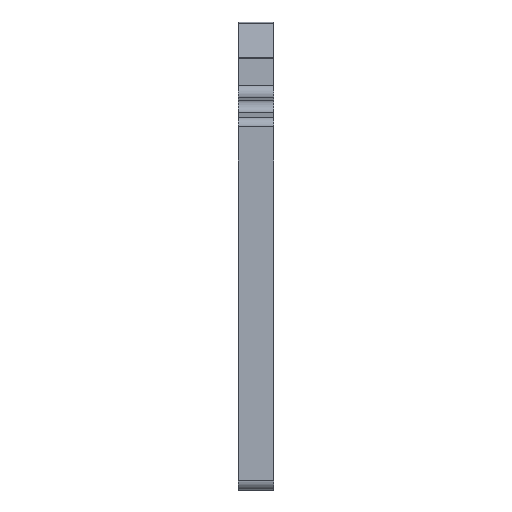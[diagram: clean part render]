
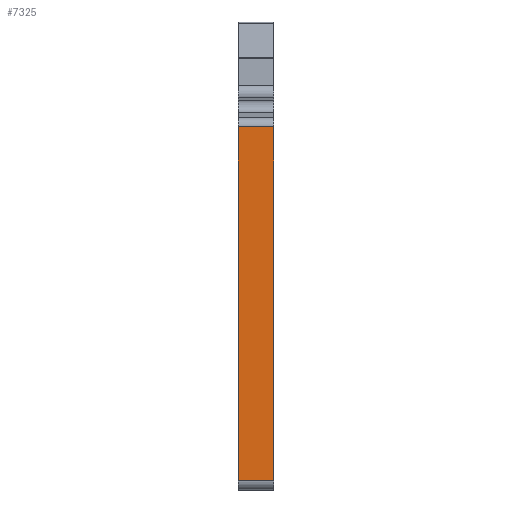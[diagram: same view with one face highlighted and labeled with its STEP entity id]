
A CAD part, left-side view. The second image highlights one B-rep face of the part: STEP entity #7325.
In plain terms, the highlighted planar face has unit normal (-1, 0, 0).
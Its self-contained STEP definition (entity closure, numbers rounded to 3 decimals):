
#253 = ORIENTED_EDGE ( 'NONE', *, *, #5017, .T. ) ;
#314 = EDGE_CURVE ( 'NONE', #5747, #2601, #7974, .T. ) ;
#354 = VECTOR ( 'NONE', #2456, 1000. ) ;
#575 = CARTESIAN_POINT ( 'NONE',  ( -119.776, 0., -122.649 ) ) ;
#1389 = EDGE_CURVE ( 'NONE', #1745, #2601, #5310, .T. ) ;
#1633 = VECTOR ( 'NONE', #4756, 1000. ) ;
#1745 = VERTEX_POINT ( 'NONE', #575 ) ;
#2413 = LINE ( 'NONE', #5132, #354 ) ;
#2456 = DIRECTION ( 'NONE',  ( 0., -1., 0. ) ) ;
#2601 = VERTEX_POINT ( 'NONE', #5446 ) ;
#2733 = VECTOR ( 'NONE', #4685, 1000. ) ;
#2981 = ORIENTED_EDGE ( 'NONE', *, *, #3605, .F. ) ;
#3243 = CARTESIAN_POINT ( 'NONE',  ( -119.776, -11.5, -122.649 ) ) ;
#3342 = CARTESIAN_POINT ( 'NONE',  ( -119.776, -1.5, -7.449 ) ) ;
#3605 = EDGE_CURVE ( 'NONE', #5747, #6983, #7470, .T. ) ;
#3611 = PLANE ( 'NONE',  #8496 ) ;
#3852 = VECTOR ( 'NONE', #8602, 1000. ) ;
#4319 = DIRECTION ( 'NONE',  ( -1., 0., 0. ) ) ;
#4548 = ORIENTED_EDGE ( 'NONE', *, *, #1389, .F. ) ;
#4685 = DIRECTION ( 'NONE',  ( 0., 0., 1. ) ) ;
#4756 = DIRECTION ( 'NONE',  ( 0., 0., -1. ) ) ;
#5017 = EDGE_CURVE ( 'NONE', #1745, #6983, #2413, .T. ) ;
#5104 = CARTESIAN_POINT ( 'NONE',  ( -119.776, -11.5, -7.449 ) ) ;
#5132 = CARTESIAN_POINT ( 'NONE',  ( -119.776, -1.5, -122.649 ) ) ;
#5310 = LINE ( 'NONE', #8027, #2733 ) ;
#5446 = CARTESIAN_POINT ( 'NONE',  ( -119.776, 0., -7.449 ) ) ;
#5747 = VERTEX_POINT ( 'NONE', #5104 ) ;
#5968 = EDGE_LOOP ( 'NONE', ( #4548, #253, #2981, #6924 ) ) ;
#6418 = CARTESIAN_POINT ( 'NONE',  ( -119.776, -1.5, -4.449 ) ) ;
#6924 = ORIENTED_EDGE ( 'NONE', *, *, #314, .T. ) ;
#6983 = VERTEX_POINT ( 'NONE', #3243 ) ;
#7325 = ADVANCED_FACE ( 'NONE', ( #7670 ), #3611, .T. ) ;
#7470 = LINE ( 'NONE', #8183, #1633 ) ;
#7670 = FACE_OUTER_BOUND ( 'NONE', #5968, .T. ) ;
#7974 = LINE ( 'NONE', #3342, #3852 ) ;
#8027 = CARTESIAN_POINT ( 'NONE',  ( -119.776, 0., -4.449 ) ) ;
#8183 = CARTESIAN_POINT ( 'NONE',  ( -119.776, -11.5, -125.649 ) ) ;
#8426 = DIRECTION ( 'NONE',  ( 0., 0., 1. ) ) ;
#8496 = AXIS2_PLACEMENT_3D ( 'NONE', #6418, #4319, #8426 ) ;
#8602 = DIRECTION ( 'NONE',  ( 0., 1., 0. ) ) ;
